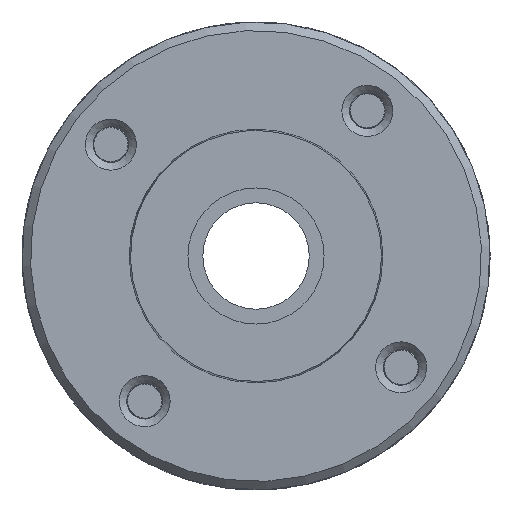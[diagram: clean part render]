
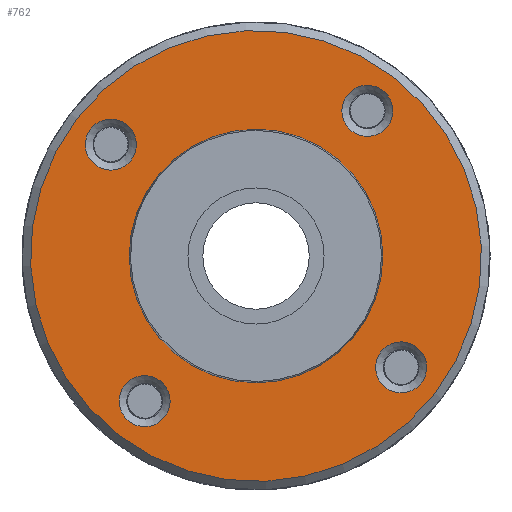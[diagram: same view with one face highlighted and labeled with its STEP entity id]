
A CAD part, left-side view. The second image highlights one B-rep face of the part: STEP entity #762.
In plain terms, the highlighted planar face has unit normal (-1, 0, 0).
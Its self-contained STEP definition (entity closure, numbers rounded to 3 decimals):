
#762 = ADVANCED_FACE( '', ( #1841, #1842, #1843, #1844, #1845, #1846 ), #1847, .T. );
#1841 = FACE_BOUND( '', #3296, .T. );
#1842 = FACE_OUTER_BOUND( '', #3297, .T. );
#1843 = FACE_BOUND( '', #3298, .T. );
#1844 = FACE_BOUND( '', #3299, .T. );
#1845 = FACE_BOUND( '', #3300, .T. );
#1846 = FACE_BOUND( '', #3301, .T. );
#1847 = PLANE( '', #3302 );
#3296 = EDGE_LOOP( '', ( #5548 ) );
#3297 = EDGE_LOOP( '', ( #5549 ) );
#3298 = EDGE_LOOP( '', ( #5550 ) );
#3299 = EDGE_LOOP( '', ( #5551 ) );
#3300 = EDGE_LOOP( '', ( #5552 ) );
#3301 = EDGE_LOOP( '', ( #5553 ) );
#3302 = AXIS2_PLACEMENT_3D( '', #5554, #5555, #5556 );
#5548 = ORIENTED_EDGE( '', *, *, #7814, .F. );
#5549 = ORIENTED_EDGE( '', *, *, #8188, .T. );
#5550 = ORIENTED_EDGE( '', *, *, #8189, .T. );
#5551 = ORIENTED_EDGE( '', *, *, #7619, .T. );
#5552 = ORIENTED_EDGE( '', *, *, #7848, .T. );
#5553 = ORIENTED_EDGE( '', *, *, #8190, .T. );
#5554 = CARTESIAN_POINT( '', ( -37.5, -9.04, 11.781 ) );
#5555 = DIRECTION( '', ( -1., 0., 0. ) );
#5556 = DIRECTION( '', ( 0., -0.609, 0.793 ) );
#7619 = EDGE_CURVE( '', #8987, #8987, #8988, .T. );
#7814 = EDGE_CURVE( '', #9319, #9319, #9320, .T. );
#7848 = EDGE_CURVE( '', #9368, #9368, #9369, .T. );
#8188 = EDGE_CURVE( '', #9897, #9897, #9898, .T. );
#8189 = EDGE_CURVE( '', #9899, #9899, #9900, .T. );
#8190 = EDGE_CURVE( '', #9901, #9901, #9902, .T. );
#8987 = VERTEX_POINT( '', #10957 );
#8988 = CIRCLE( '', #10958, 3. );
#9319 = VERTEX_POINT( '', #11392 );
#9320 = CIRCLE( '', #11393, 14.9 );
#9368 = VERTEX_POINT( '', #11466 );
#9369 = CIRCLE( '', #11467, 3. );
#9897 = VERTEX_POINT( '', #12344 );
#9898 = CIRCLE( '', #12345, 26.5 );
#9899 = VERTEX_POINT( '', #12346 );
#9900 = CIRCLE( '', #12347, 3. );
#9901 = VERTEX_POINT( '', #12348 );
#9902 = CIRCLE( '', #12349, 3. );
#10957 = CARTESIAN_POINT( '', ( -37.5, 18.883, 10.708 ) );
#10958 = AXIS2_PLACEMENT_3D( '', #13437, #13438, #13439 );
#11392 = CARTESIAN_POINT( '', ( -37.5, -14.9, 0. ) );
#11393 = AXIS2_PLACEMENT_3D( '', #13753, #13754, #13755 );
#11466 = CARTESIAN_POINT( '', ( -37.5, 14.915, -19.437 ) );
#11467 = AXIS2_PLACEMENT_3D( '', #13796, #13797, #13798 );
#12344 = CARTESIAN_POINT( '', ( -37.5, -16.132, 21.024 ) );
#12345 = AXIS2_PLACEMENT_3D( '', #14244, #14245, #14246 );
#12346 = CARTESIAN_POINT( '', ( -37.5, -11.262, 14.677 ) );
#12347 = AXIS2_PLACEMENT_3D( '', #14247, #14248, #14249 );
#12348 = CARTESIAN_POINT( '', ( -37.5, -15.231, -15.468 ) );
#12349 = AXIS2_PLACEMENT_3D( '', #14250, #14251, #14252 );
#13437 = CARTESIAN_POINT( '', ( -37.5, 17.057, 13.088 ) );
#13438 = DIRECTION( '', ( 1., 0., 0. ) );
#13439 = DIRECTION( '', ( 0., 0.609, -0.793 ) );
#13753 = CARTESIAN_POINT( '', ( -37.5, 0., 0. ) );
#13754 = DIRECTION( '', ( -1., 0., 0. ) );
#13755 = DIRECTION( '', ( 0., -1., 0. ) );
#13796 = CARTESIAN_POINT( '', ( -37.5, 13.088, -17.057 ) );
#13797 = DIRECTION( '', ( 1., 0., 0. ) );
#13798 = DIRECTION( '', ( 0., 0.609, -0.793 ) );
#14244 = CARTESIAN_POINT( '', ( -37.5, 0., 0. ) );
#14245 = DIRECTION( '', ( -1., 0., 0. ) );
#14246 = DIRECTION( '', ( 0., -0.609, 0.793 ) );
#14247 = CARTESIAN_POINT( '', ( -37.5, -13.088, 17.057 ) );
#14248 = DIRECTION( '', ( 1., 0., 0. ) );
#14249 = DIRECTION( '', ( 0., 0.609, -0.793 ) );
#14250 = CARTESIAN_POINT( '', ( -37.5, -17.057, -13.088 ) );
#14251 = DIRECTION( '', ( 1., 0., 0. ) );
#14252 = DIRECTION( '', ( 0., 0.609, -0.793 ) );
